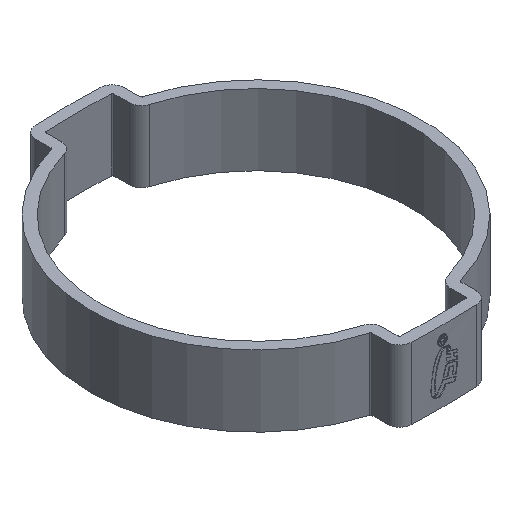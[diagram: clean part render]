
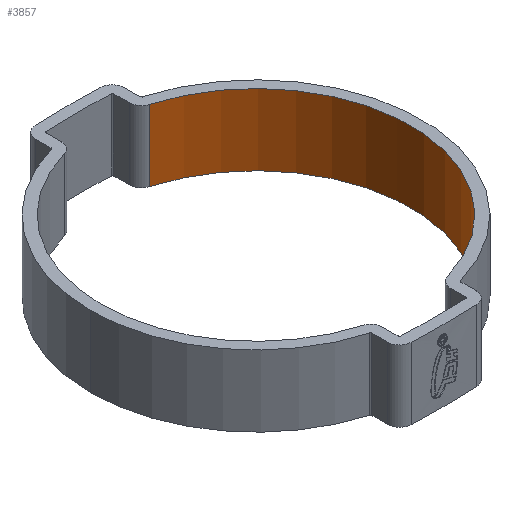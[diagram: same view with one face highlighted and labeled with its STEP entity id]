
A CAD part, isometric view. The second image highlights one B-rep face of the part: STEP entity #3857.
In plain terms, the highlighted cylindrical face has radius 21.75 mm (diameter 43.5 mm), a partial arc.
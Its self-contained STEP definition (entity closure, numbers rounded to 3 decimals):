
#82 = DIRECTION ( 'NONE',  ( -1., 0., 0. ) ) ;
#279 = DIRECTION ( 'NONE',  ( 0., 0., 1. ) ) ;
#465 = LINE ( 'NONE', #2229, #1360 ) ;
#523 = CIRCLE ( 'NONE', #1265, 21.75 ) ;
#538 = DIRECTION ( 'NONE',  ( 0., 0., 1. ) ) ;
#899 = EDGE_CURVE ( 'NONE', #1934, #2948, #2309, .T. ) ;
#937 = DIRECTION ( 'NONE',  ( 0., 0., -1. ) ) ;
#991 = DIRECTION ( 'NONE',  ( -1., 0., 0. ) ) ;
#1136 = LINE ( 'NONE', #5014, #5507 ) ;
#1228 = ORIENTED_EDGE ( 'NONE', *, *, #3568, .T. ) ;
#1265 = AXIS2_PLACEMENT_3D ( 'NONE', #4272, #279, #3899 ) ;
#1338 = CARTESIAN_POINT ( 'NONE',  ( 0., 0., 5. ) ) ;
#1360 = VECTOR ( 'NONE', #4409, 1000. ) ;
#1613 = CARTESIAN_POINT ( 'NONE',  ( 5.982, 20.911, 5. ) ) ;
#1934 = VERTEX_POINT ( 'NONE', #2253 ) ;
#2229 = CARTESIAN_POINT ( 'NONE',  ( 5.982, -20.911, 5. ) ) ;
#2253 = CARTESIAN_POINT ( 'NONE',  ( 5.982, -20.911, 5. ) ) ;
#2309 = CIRCLE ( 'NONE', #3205, 21.75 ) ;
#2341 = CARTESIAN_POINT ( 'NONE',  ( 5.982, -20.911, -5. ) ) ;
#2840 = VERTEX_POINT ( 'NONE', #2341 ) ;
#2948 = VERTEX_POINT ( 'NONE', #1613 ) ;
#3072 = ORIENTED_EDGE ( 'NONE', *, *, #899, .T. ) ;
#3204 = VERTEX_POINT ( 'NONE', #5518 ) ;
#3205 = AXIS2_PLACEMENT_3D ( 'NONE', #5315, #538, #82 ) ;
#3568 = EDGE_CURVE ( 'NONE', #2948, #3204, #1136, .T. ) ;
#3697 = DIRECTION ( 'NONE',  ( 0., 0., -1. ) ) ;
#3789 = ORIENTED_EDGE ( 'NONE', *, *, #4865, .F. ) ;
#3857 = ADVANCED_FACE ( 'NONE', ( #5214 ), #5246, .F. ) ;
#3899 = DIRECTION ( 'NONE',  ( -1., 0., 0. ) ) ;
#4272 = CARTESIAN_POINT ( 'NONE',  ( 0., 0., -5. ) ) ;
#4409 = DIRECTION ( 'NONE',  ( 0., 0., -1. ) ) ;
#4430 = ORIENTED_EDGE ( 'NONE', *, *, #5522, .F. ) ;
#4865 = EDGE_CURVE ( 'NONE', #1934, #2840, #465, .T. ) ;
#5014 = CARTESIAN_POINT ( 'NONE',  ( 5.982, 20.911, 5. ) ) ;
#5152 = AXIS2_PLACEMENT_3D ( 'NONE', #1338, #937, #991 ) ;
#5214 = FACE_OUTER_BOUND ( 'NONE', #5261, .T. ) ;
#5246 = CYLINDRICAL_SURFACE ( 'NONE', #5152, 21.75 ) ;
#5261 = EDGE_LOOP ( 'NONE', ( #4430, #3789, #3072, #1228 ) ) ;
#5315 = CARTESIAN_POINT ( 'NONE',  ( 0., 0., 5. ) ) ;
#5507 = VECTOR ( 'NONE', #3697, 1000. ) ;
#5518 = CARTESIAN_POINT ( 'NONE',  ( 5.982, 20.911, -5. ) ) ;
#5522 = EDGE_CURVE ( 'NONE', #2840, #3204, #523, .T. ) ;
